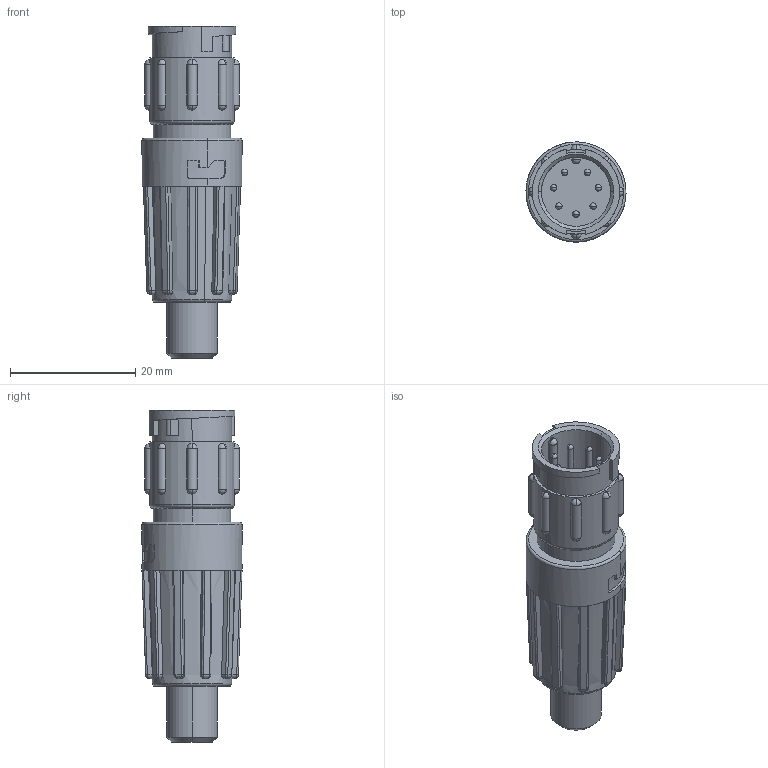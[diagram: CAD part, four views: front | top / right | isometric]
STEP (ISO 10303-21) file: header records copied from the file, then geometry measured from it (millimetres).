
FILE_DESCRIPTION (( 'STEP AP203' ), '1' );
FILE_NAME ('8282-7PG-5XX.STEP', '2017-11-07T20:06:35', ( '' ), ( '' ), 'SwSTEP 2.0', 'SolidWorks 2017', '' );
FILE_SCHEMA (( 'CONFIG_CONTROL_DESIGN' ));
Length unit declared in the file: millimetre
Products named in the file (1): 8282-7PG-5XX
Bounding box: 16 x 16 x 53.07 mm (x, y, z)
Volume: 6360.7 mm3; surface area: 3571.6 mm2
Topology: 1 solids, 2 shells, 309 faces, 860 edges, 504 vertices
Faces by surface type: bspline 82, plane 77, cylinder 71, sphere 47, cone 24, torus 8
Entity records: 16402 total; most frequent: CARTESIAN_POINT 9726, ORIENTED_EDGE 1492, DIRECTION 1209, EDGE_CURVE 746, AXIS2_PLACEMENT_3D 483, VERTEX_POINT 457, EDGE_LOOP 327, FACE_OUTER_BOUND 309
